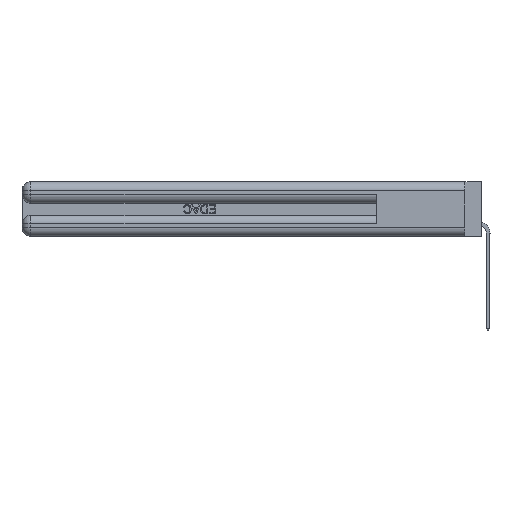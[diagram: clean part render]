
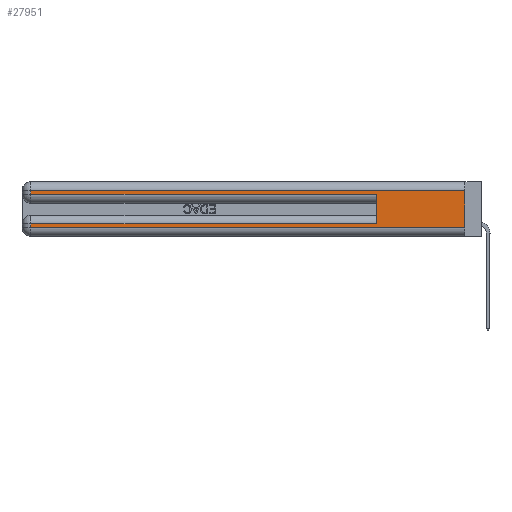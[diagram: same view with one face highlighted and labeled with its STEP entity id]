
A CAD part, left-side view. The second image highlights one B-rep face of the part: STEP entity #27951.
In plain terms, the highlighted planar face has unit normal (-1, 0, 0).
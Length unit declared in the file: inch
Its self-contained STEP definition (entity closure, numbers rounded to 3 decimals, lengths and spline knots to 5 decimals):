
#266 = ORIENTED_EDGE ( 'NONE', *, *, #16772, .T. ) ;
#644 = VECTOR ( 'NONE', #38583, 39.37008 ) ;
#850 = EDGE_CURVE ( 'NONE', #43037, #40793, #7161, .T. ) ;
#990 = CARTESIAN_POINT ( 'NONE',  ( 0., 0., 0.085 ) ) ;
#1036 = CARTESIAN_POINT ( 'NONE',  ( 0., 0., 0.37 ) ) ;
#1345 = CARTESIAN_POINT ( 'NONE',  ( 0., 2.94, 0.06 ) ) ;
#3078 = CARTESIAN_POINT ( 'NONE',  ( 0., 0., 0.31 ) ) ;
#3210 = EDGE_CURVE ( 'NONE', #5872, #16212, #26008, .T. ) ;
#4871 = CARTESIAN_POINT ( 'NONE',  ( 0., 0., 0.37 ) ) ;
#5872 = VERTEX_POINT ( 'NONE', #13935 ) ;
#6261 = EDGE_CURVE ( 'NONE', #44266, #18229, #7943, .T. ) ;
#7161 = LINE ( 'NONE', #9976, #34547 ) ;
#7223 = CARTESIAN_POINT ( 'NONE',  ( 0., 0.6, 0.285 ) ) ;
#7435 = ORIENTED_EDGE ( 'NONE', *, *, #33480, .T. ) ;
#7943 = LINE ( 'NONE', #10670, #30840 ) ;
#9976 = CARTESIAN_POINT ( 'NONE',  ( 0., 2.94, 0.37 ) ) ;
#10670 = CARTESIAN_POINT ( 'NONE',  ( 0., 0., 0.285 ) ) ;
#10736 = LINE ( 'NONE', #34263, #30183 ) ;
#13935 = CARTESIAN_POINT ( 'NONE',  ( 0., 0., 0.31 ) ) ;
#14135 = ORIENTED_EDGE ( 'NONE', *, *, #850, .T. ) ;
#14201 = DIRECTION ( 'NONE',  ( 0., -1., 0. ) ) ;
#15701 = ORIENTED_EDGE ( 'NONE', *, *, #32327, .F. ) ;
#15791 = EDGE_LOOP ( 'NONE', ( #21701, #266, #7435, #39998, #15701, #35702, #14135, #38418 ) ) ;
#16212 = VERTEX_POINT ( 'NONE', #27763 ) ;
#16772 = EDGE_CURVE ( 'NONE', #5872, #27687, #38942, .T. ) ;
#17371 = CARTESIAN_POINT ( 'NONE',  ( 0., 2.94, 0.285 ) ) ;
#18229 = VERTEX_POINT ( 'NONE', #7223 ) ;
#19749 = LINE ( 'NONE', #31742, #644 ) ;
#20400 = CARTESIAN_POINT ( 'NONE',  ( 0., 2.94, 0.37 ) ) ;
#20574 = FACE_OUTER_BOUND ( 'NONE', #15791, .T. ) ;
#21701 = ORIENTED_EDGE ( 'NONE', *, *, #3210, .F. ) ;
#23148 = DIRECTION ( 'NONE',  ( 0., 0., -1. ) ) ;
#24613 = CARTESIAN_POINT ( 'NONE',  ( 0., 2.94, 0.085 ) ) ;
#24664 = EDGE_CURVE ( 'NONE', #28486, #43037, #27906, .T. ) ;
#26008 = LINE ( 'NONE', #1036, #30508 ) ;
#27687 = VERTEX_POINT ( 'NONE', #33992 ) ;
#27763 = CARTESIAN_POINT ( 'NONE',  ( 0., 0., 0.06 ) ) ;
#27906 = LINE ( 'NONE', #990, #38480 ) ;
#27951 = ADVANCED_FACE ( 'NONE', ( #20574 ), #40584, .F. ) ;
#28486 = VERTEX_POINT ( 'NONE', #43795 ) ;
#29672 = DIRECTION ( 'NONE',  ( 0., 0., -1. ) ) ;
#29768 = DIRECTION ( 'NONE',  ( 0., 1., 0. ) ) ;
#30183 = VECTOR ( 'NONE', #45039, 39.37008 ) ;
#30296 = LINE ( 'NONE', #20400, #44819 ) ;
#30508 = VECTOR ( 'NONE', #36956, 39.37008 ) ;
#30761 = EDGE_CURVE ( 'NONE', #40793, #16212, #19749, .T. ) ;
#30840 = VECTOR ( 'NONE', #14201, 39.37008 ) ;
#31742 = CARTESIAN_POINT ( 'NONE',  ( 0., 0., 0.06 ) ) ;
#32327 = EDGE_CURVE ( 'NONE', #28486, #18229, #10736, .T. ) ;
#33480 = EDGE_CURVE ( 'NONE', #27687, #44266, #30296, .T. ) ;
#33598 = DIRECTION ( 'NONE',  ( 1., 0., 0. ) ) ;
#33992 = CARTESIAN_POINT ( 'NONE',  ( 0., 2.94, 0.31 ) ) ;
#34263 = CARTESIAN_POINT ( 'NONE',  ( 0., 0.6, 0.145 ) ) ;
#34547 = VECTOR ( 'NONE', #42989, 39.37008 ) ;
#35702 = ORIENTED_EDGE ( 'NONE', *, *, #24664, .T. ) ;
#35867 = AXIS2_PLACEMENT_3D ( 'NONE', #4871, #33598, #23148 ) ;
#36956 = DIRECTION ( 'NONE',  ( 0., 0., -1. ) ) ;
#38353 = DIRECTION ( 'NONE',  ( 0., 1., 0. ) ) ;
#38418 = ORIENTED_EDGE ( 'NONE', *, *, #30761, .T. ) ;
#38480 = VECTOR ( 'NONE', #29768, 39.37008 ) ;
#38583 = DIRECTION ( 'NONE',  ( 0., -1., 0. ) ) ;
#38942 = LINE ( 'NONE', #3078, #42322 ) ;
#39998 = ORIENTED_EDGE ( 'NONE', *, *, #6261, .T. ) ;
#40584 = PLANE ( 'NONE',  #35867 ) ;
#40793 = VERTEX_POINT ( 'NONE', #1345 ) ;
#42322 = VECTOR ( 'NONE', #38353, 39.37008 ) ;
#42989 = DIRECTION ( 'NONE',  ( 0., 0., -1. ) ) ;
#43037 = VERTEX_POINT ( 'NONE', #24613 ) ;
#43795 = CARTESIAN_POINT ( 'NONE',  ( 0., 0.6, 0.085 ) ) ;
#44266 = VERTEX_POINT ( 'NONE', #17371 ) ;
#44819 = VECTOR ( 'NONE', #29672, 39.37008 ) ;
#45039 = DIRECTION ( 'NONE',  ( 0., 0., 1. ) ) ;
